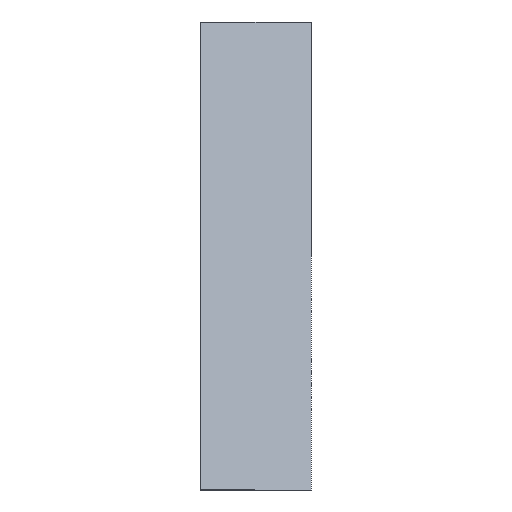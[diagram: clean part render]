
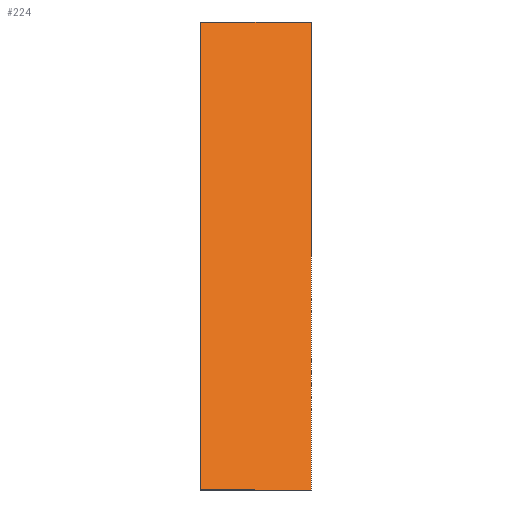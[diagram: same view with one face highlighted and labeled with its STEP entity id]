
A CAD part, front view. The second image highlights one B-rep face of the part: STEP entity #224.
In plain terms, the highlighted planar face has unit normal (0, -0.707, 0.707).
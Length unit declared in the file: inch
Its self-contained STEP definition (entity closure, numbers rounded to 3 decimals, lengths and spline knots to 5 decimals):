
#135=CARTESIAN_POINT('',(-1.5,0.,12.72792));
#136=VERTEX_POINT('',#135);
#137=CARTESIAN_POINT('',(-1.5,-12.72792,0.));
#138=VERTEX_POINT('',#137);
#139=CARTESIAN_POINT('',(-1.5,0.,12.72792));
#140=DIRECTION('',(0.,-0.707,-0.707));
#141=VECTOR('',#140,18.0);
#142=LINE('',#139,#141);
#143=EDGE_CURVE('',#136,#138,#142,.T.);
#177=CARTESIAN_POINT('',(1.5,-12.72792,0.));
#178=VERTEX_POINT('',#177);
#185=CARTESIAN_POINT('',(-1.5,-12.72792,0.));
#186=DIRECTION('',(1.0,0.0,0.0));
#187=VECTOR('',#186,3.0);
#188=LINE('',#185,#187);
#189=EDGE_CURVE('',#138,#178,#188,.T.);
#201=CARTESIAN_POINT('',(0.,-4.24264,8.48528));
#202=DIRECTION('',(0.,-0.707,0.707));
#203=DIRECTION('',(1.0,0.0,0.0));
#204=AXIS2_PLACEMENT_3D('',#201,#202,#203);
#205=PLANE('',#204);
#206=CARTESIAN_POINT('',(1.5,0.,12.72792));
#207=VERTEX_POINT('',#206);
#208=CARTESIAN_POINT('',(1.5,-12.72792,0.));
#209=DIRECTION('',(0.,0.707,0.707));
#210=VECTOR('',#209,18.0);
#211=LINE('',#208,#210);
#212=EDGE_CURVE('',#178,#207,#211,.T.);
#213=ORIENTED_EDGE('',*,*,#212,.T.);
#214=CARTESIAN_POINT('',(-1.5,0.,12.72792));
#215=DIRECTION('',(1.0,0.0,0.0));
#216=VECTOR('',#215,3.0);
#217=LINE('',#214,#216);
#218=EDGE_CURVE('',#136,#207,#217,.T.);
#219=ORIENTED_EDGE('',*,*,#218,.F.);
#220=ORIENTED_EDGE('',*,*,#143,.T.);
#221=ORIENTED_EDGE('',*,*,#189,.T.);
#222=EDGE_LOOP('',(#213,#219,#220,#221));
#223=FACE_OUTER_BOUND('',#222,.T.);
#224=ADVANCED_FACE('',(#223),#205,.T.);
